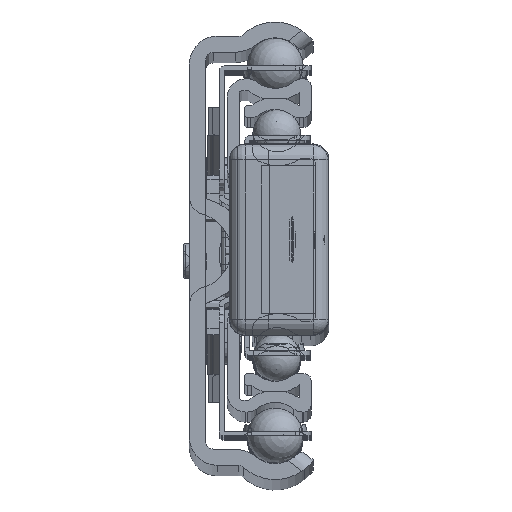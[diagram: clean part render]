
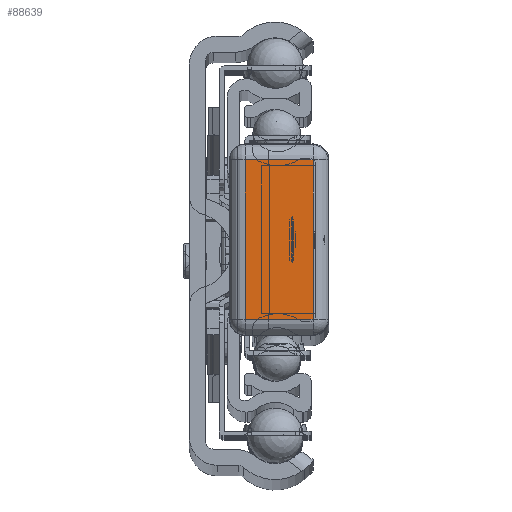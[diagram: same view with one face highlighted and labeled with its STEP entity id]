
A CAD part, top view. The second image highlights one B-rep face of the part: STEP entity #88639.
In plain terms, the highlighted planar face has unit normal (0, 0, 1).
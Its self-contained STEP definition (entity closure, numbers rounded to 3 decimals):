
#3335=LINE('',#129543,#9813);
#3337=LINE('',#129551,#9815);
#3339=LINE('',#129561,#9817);
#3341=LINE('',#129570,#9819);
#9813=VECTOR('',#104171,10.);
#9815=VECTOR('',#104179,10.);
#9817=VECTOR('',#104191,10.);
#9819=VECTOR('',#104203,10.);
#15429=PLANE('',#94022);
#17974=FACE_OUTER_BOUND('',#22501,.T.);
#22501=EDGE_LOOP('',(#60415,#60416,#60417,#60418));
#34818=VERTEX_POINT('',#129540);
#34819=VERTEX_POINT('',#129542);
#34822=VERTEX_POINT('',#129550);
#34825=VERTEX_POINT('',#129560);
#44675=EDGE_CURVE('',#34818,#34819,#3335,.T.);
#44679=EDGE_CURVE('',#34819,#34822,#3337,.T.);
#44684=EDGE_CURVE('',#34822,#34825,#3339,.T.);
#44689=EDGE_CURVE('',#34825,#34818,#3341,.T.);
#60415=ORIENTED_EDGE('',*,*,#44675,.F.);
#60416=ORIENTED_EDGE('',*,*,#44689,.F.);
#60417=ORIENTED_EDGE('',*,*,#44684,.F.);
#60418=ORIENTED_EDGE('',*,*,#44679,.F.);
#88639=ADVANCED_FACE('',(#17974),#15429,.T.);
#94022=AXIS2_PLACEMENT_3D('',#129584,#104225,#104226);
#104171=DIRECTION('',(0.,1.,0.));
#104179=DIRECTION('',(1.,0.,0.));
#104191=DIRECTION('',(0.,-1.,0.));
#104203=DIRECTION('',(-1.,0.,0.));
#104225=DIRECTION('center_axis',(0.,0.,
1.));
#104226=DIRECTION('ref_axis',(-1.,0.,0.));
#129540=CARTESIAN_POINT('',(-3.75,-10.,1175.));
#129542=CARTESIAN_POINT('',(-3.75,10.,1175.));
#129543=CARTESIAN_POINT('',(-3.75,-5.,1175.));
#129550=CARTESIAN_POINT('',(4.75,10.,1175.));
#129551=CARTESIAN_POINT('',(-1.625,10.,1175.));
#129560=CARTESIAN_POINT('',(4.75,-10.,1175.));
#129561=CARTESIAN_POINT('',(4.75,5.,1175.));
#129570=CARTESIAN_POINT('',(2.625,-10.,1175.));
#129584=CARTESIAN_POINT('Origin',(0.5,0.,
1175.));
